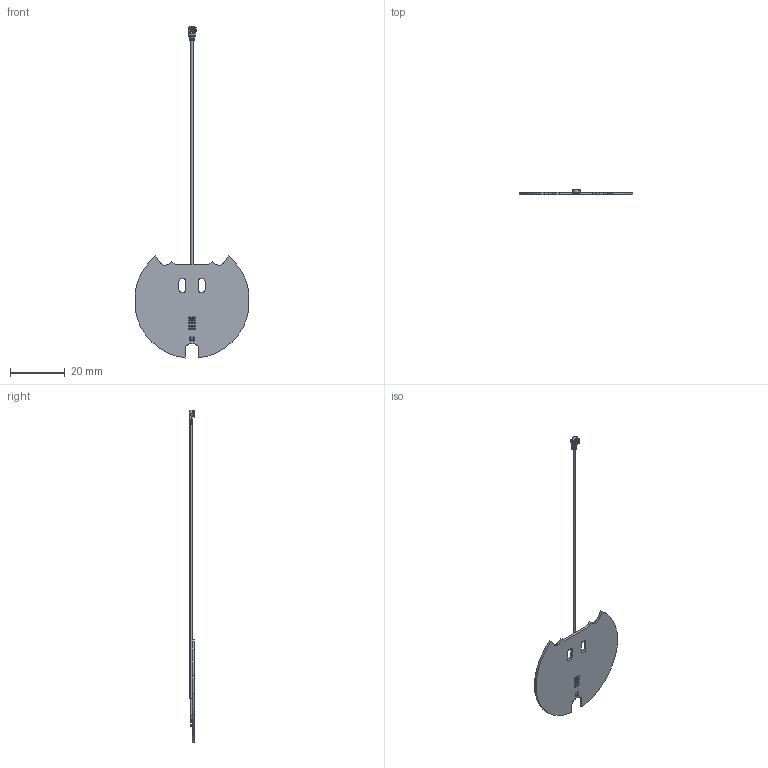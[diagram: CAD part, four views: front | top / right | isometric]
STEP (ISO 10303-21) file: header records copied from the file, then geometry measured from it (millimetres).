
FILE_DESCRIPTION (( 'STEP AP214' ), '1' );
FILE_NAME ('PC23.07.0100A_Web.STEP', '2022-03-21T15:47:34', ( '' ), ( '' ), 'SwSTEP 2.0', 'SolidWorks 2018', '' );
FILE_SCHEMA (( 'AUTOMOTIVE_DESIGN' ));
Length unit declared in the file: millimetre
Products named in the file (1): PC23.07.0100A_Web
Bounding box: 41.5 x 2.17 x 121.05 mm (x, y, z)
Surface area: 2837.3 mm2 (no closed solid volume)
Topology: 0 solids, 38 shells, 391 faces, 1995 edges, 1582 vertices
Faces by surface type: plane 204, cylinder 118, bspline 51, cone 18
Entity records: 28996 total; most frequent: CARTESIAN_POINT 10842, ORIENTED_EDGE 2768, DIRECTION 2225, EDGE_CURVE 1991, VERTEX_POINT 1582, LINE 1039, VECTOR 1039, AXIS2_PLACEMENT_3D 593
